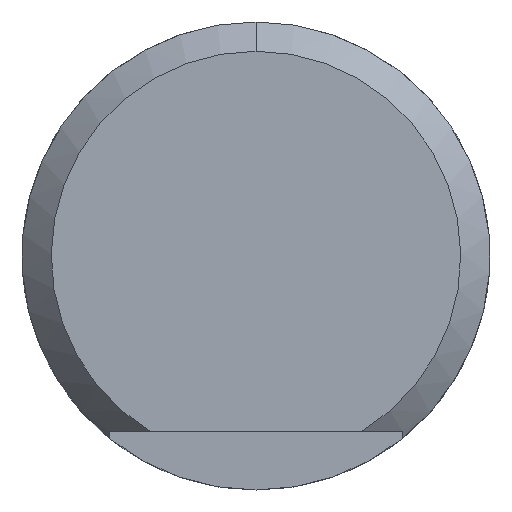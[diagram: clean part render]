
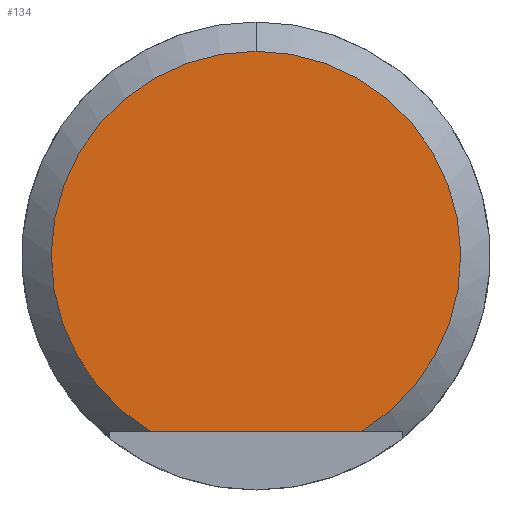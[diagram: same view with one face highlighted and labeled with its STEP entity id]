
A CAD part, front view. The second image highlights one B-rep face of the part: STEP entity #134.
In plain terms, the highlighted planar face has unit normal (0, -1, 0).
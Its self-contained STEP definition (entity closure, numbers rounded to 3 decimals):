
#1 = CARTESIAN_POINT ( 'NONE',  ( 1.803, 0., -3. ) ) ;
#4 = DIRECTION ( 'NONE',  ( 0., 0., 1. ) ) ;
#6 = DIRECTION ( 'NONE',  ( 0., -1., 0. ) ) ;
#37 = CARTESIAN_POINT ( 'NONE',  ( -2.5, 0., -3. ) ) ;
#39 = ORIENTED_EDGE ( 'NONE', *, *, #442, .T. ) ;
#42 = CARTESIAN_POINT ( 'NONE',  ( -1.803, 0., -3. ) ) ;
#48 = DIRECTION ( 'NONE',  ( 0., 0., 1. ) ) ;
#65 = AXIS2_PLACEMENT_3D ( 'NONE', #213, #145, #48 ) ;
#80 = ORIENTED_EDGE ( 'NONE', *, *, #448, .F. ) ;
#128 = CIRCLE ( 'NONE', #187, 3.5 ) ;
#131 = VERTEX_POINT ( 'NONE', #42 ) ;
#134 = ADVANCED_FACE ( 'NONE', ( #469 ), #284, .F. ) ;
#145 = DIRECTION ( 'NONE',  ( 0., 1., 0. ) ) ;
#187 = AXIS2_PLACEMENT_3D ( 'NONE', #444, #211, #4 ) ;
#198 = EDGE_LOOP ( 'NONE', ( #39, #387, #80 ) ) ;
#211 = DIRECTION ( 'NONE',  ( 0., -1., 0. ) ) ;
#212 = CARTESIAN_POINT ( 'NONE',  ( 0., 0., 0. ) ) ;
#213 = CARTESIAN_POINT ( 'NONE',  ( 0., 0., 0. ) ) ;
#214 = VERTEX_POINT ( 'NONE', #392 ) ;
#223 = LINE ( 'NONE', #37, #296 ) ;
#247 = DIRECTION ( 'NONE',  ( -1., 0., 0. ) ) ;
#252 = DIRECTION ( 'NONE',  ( 0., 0., 1. ) ) ;
#264 = AXIS2_PLACEMENT_3D ( 'NONE', #212, #6, #252 ) ;
#284 = PLANE ( 'NONE',  #65 ) ;
#296 = VECTOR ( 'NONE', #247, 1000. ) ;
#306 = CIRCLE ( 'NONE', #264, 3.5 ) ;
#379 = EDGE_CURVE ( 'NONE', #214, #131, #306, .T. ) ;
#387 = ORIENTED_EDGE ( 'NONE', *, *, #379, .T. ) ;
#392 = CARTESIAN_POINT ( 'NONE',  ( 0., 0., 3.5 ) ) ;
#436 = VERTEX_POINT ( 'NONE', #1 ) ;
#442 = EDGE_CURVE ( 'NONE', #436, #214, #128, .T. ) ;
#444 = CARTESIAN_POINT ( 'NONE',  ( 0., 0., 0. ) ) ;
#448 = EDGE_CURVE ( 'NONE', #436, #131, #223, .T. ) ;
#469 = FACE_OUTER_BOUND ( 'NONE', #198, .T. ) ;
